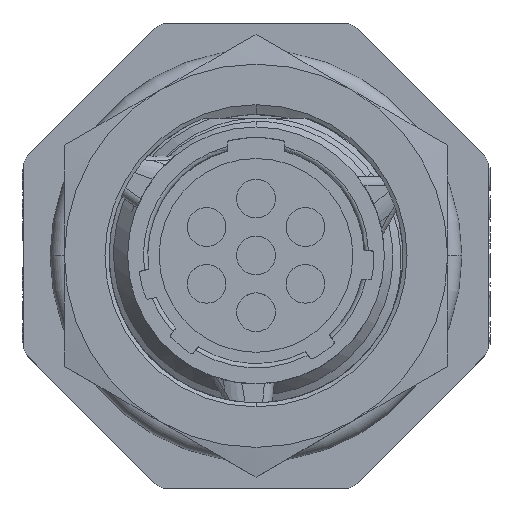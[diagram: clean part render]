
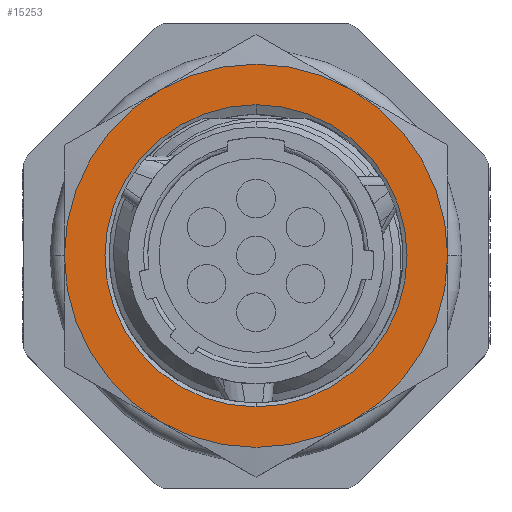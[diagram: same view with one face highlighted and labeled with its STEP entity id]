
A CAD part, top view. The second image highlights one B-rep face of the part: STEP entity #15253.
In plain terms, the highlighted planar face has unit normal (0, 0, 1).
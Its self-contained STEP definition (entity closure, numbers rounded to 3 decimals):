
#5077=CARTESIAN_POINT('',(0.,0.,8.5));
#5078=DIRECTION('',(0.,0.,1.));
#5079=DIRECTION('',(1.,0.,0.));
#5080=AXIS2_PLACEMENT_3D('',#5077,#5078,#5079);
#5082=CARTESIAN_POINT('',(0.,0.,8.5));
#5083=DIRECTION('',(0.,0.,1.));
#5084=DIRECTION('',(0.5,-0.866,0.));
#5085=AXIS2_PLACEMENT_3D('',#5082,#5083,#5084);
#5087=CARTESIAN_POINT('',(0.,0.,8.5));
#5088=DIRECTION('',(0.,0.,1.));
#5089=DIRECTION('',(-0.5,-0.866,0.));
#5090=AXIS2_PLACEMENT_3D('',#5087,#5088,#5089);
#5092=CARTESIAN_POINT('',(0.,0.,8.5));
#5093=DIRECTION('',(0.,0.,1.));
#5094=DIRECTION('',(-1.,0.,0.));
#5095=AXIS2_PLACEMENT_3D('',#5092,#5093,#5094);
#5097=CARTESIAN_POINT('',(0.,0.,8.5));
#5098=DIRECTION('',(0.,0.,1.));
#5099=DIRECTION('',(-0.5,0.866,0.));
#5100=AXIS2_PLACEMENT_3D('',#5097,#5098,#5099);
#5102=CARTESIAN_POINT('',(0.,0.,8.5));
#5103=DIRECTION('',(0.,0.,1.));
#5104=DIRECTION('',(0.5,0.866,0.));
#5105=AXIS2_PLACEMENT_3D('',#5102,#5103,#5104);
#5107=CARTESIAN_POINT('',(0.,0.,8.5));
#5108=DIRECTION('',(0.,0.,-1.));
#5109=DIRECTION('',(0.,1.,0.));
#5110=AXIS2_PLACEMENT_3D('',#5107,#5108,#5109);
#5112=CARTESIAN_POINT('',(0.,0.,8.5));
#5113=DIRECTION('',(0.,0.,-1.));
#5114=DIRECTION('',(0.,-1.,0.));
#5115=AXIS2_PLACEMENT_3D('',#5112,#5113,#5114);
#9234=CARTESIAN_POINT('',(0.,8.77,8.5));
#9235=CARTESIAN_POINT('',(0.,-8.77,8.5));
#9236=VERTEX_POINT('',#9234);
#9237=VERTEX_POINT('',#9235);
#9246=CARTESIAN_POINT('',(11.125,0.,8.5));
#9247=CARTESIAN_POINT('',(5.563,9.635,8.5));
#9248=VERTEX_POINT('',#9246);
#9249=VERTEX_POINT('',#9247);
#9250=CARTESIAN_POINT('',(-5.563,9.635,8.5));
#9251=VERTEX_POINT('',#9250);
#9252=CARTESIAN_POINT('',(-11.125,0.,8.5));
#9253=VERTEX_POINT('',#9252);
#9254=CARTESIAN_POINT('',(-5.563,-9.635,8.5));
#9255=VERTEX_POINT('',#9254);
#9256=CARTESIAN_POINT('',(5.562,-9.635,8.5));
#9257=VERTEX_POINT('',#9256);
#15228=CARTESIAN_POINT('',(0.,0.,8.5));
#15229=DIRECTION('',(0.,0.,1.));
#15230=DIRECTION('',(1.,0.,0.));
#15231=AXIS2_PLACEMENT_3D('',#15228,#15229,#15230);
#15232=PLANE('',#15231);
#15234=ORIENTED_EDGE('',*,*,#15233,.F.);
#15236=ORIENTED_EDGE('',*,*,#15235,.F.);
#15238=ORIENTED_EDGE('',*,*,#15237,.F.);
#15240=ORIENTED_EDGE('',*,*,#15239,.F.);
#15242=ORIENTED_EDGE('',*,*,#15241,.F.);
#15244=ORIENTED_EDGE('',*,*,#15243,.F.);
#15245=EDGE_LOOP('',(#15234,#15236,#15238,#15240,#15242,#15244));
#15246=FACE_OUTER_BOUND('',#15245,.F.);
#15248=ORIENTED_EDGE('',*,*,#15247,.F.);
#15250=ORIENTED_EDGE('',*,*,#15249,.F.);
#15251=EDGE_LOOP('',(#15248,#15250));
#15252=FACE_BOUND('',#15251,.F.);
#15253=ADVANCED_FACE('',(#15246,#15252),#15232,.T.);
#5081=CIRCLE('',#5080,11.125);
#5086=CIRCLE('',#5085,11.125);
#5091=CIRCLE('',#5090,11.125);
#5096=CIRCLE('',#5095,11.125);
#5101=CIRCLE('',#5100,11.125);
#5106=CIRCLE('',#5105,11.125);
#5111=CIRCLE('',#5110,8.77);
#5116=CIRCLE('',#5115,8.77);
#15233=EDGE_CURVE('',#9248,#9249,#5081,.T.);
#15235=EDGE_CURVE('',#9257,#9248,#5086,.T.);
#15237=EDGE_CURVE('',#9255,#9257,#5091,.T.);
#15239=EDGE_CURVE('',#9253,#9255,#5096,.T.);
#15241=EDGE_CURVE('',#9251,#9253,#5101,.T.);
#15243=EDGE_CURVE('',#9249,#9251,#5106,.T.);
#15247=EDGE_CURVE('',#9236,#9237,#5111,.T.);
#15249=EDGE_CURVE('',#9237,#9236,#5116,.T.);
